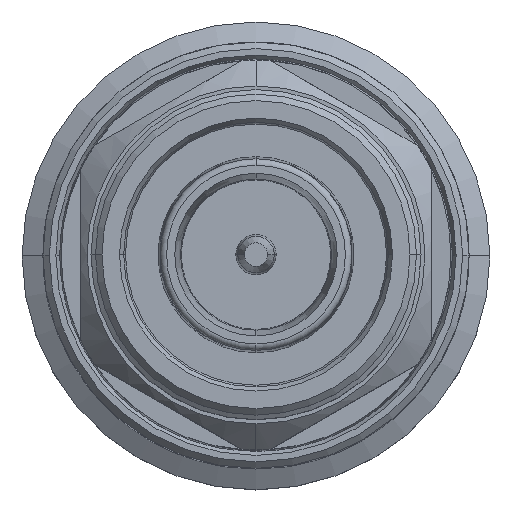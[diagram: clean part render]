
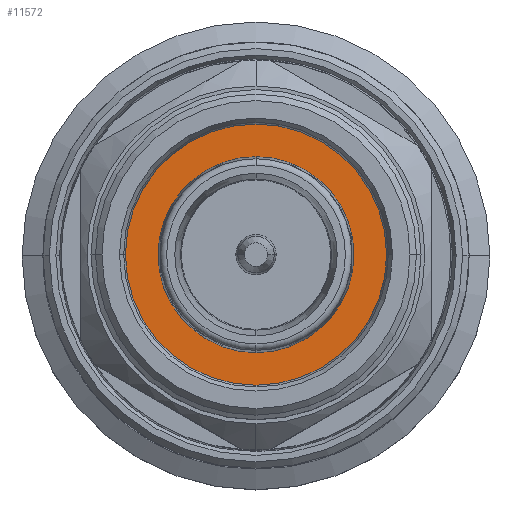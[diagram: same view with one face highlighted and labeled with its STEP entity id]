
A CAD part, top view. The second image highlights one B-rep face of the part: STEP entity #11572.
In plain terms, the highlighted planar face has unit normal (0, 0, 1).
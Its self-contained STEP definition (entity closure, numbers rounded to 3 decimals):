
#1259 = PLANE ( 'NONE',  #14134 ) ;
#3088 = DIRECTION ( 'NONE',  ( 0., 0., 1. ) ) ;
#3288 = AXIS2_PLACEMENT_3D ( 'NONE', #19255, #3088, #21952 ) ;
#4594 = AXIS2_PLACEMENT_3D ( 'NONE', #6357, #25252, #9056 ) ;
#4872 = CIRCLE ( 'NONE', #9674, 7.54 ) ;
#4885 = ORIENTED_EDGE ( 'NONE', *, *, #29171, .T. ) ;
#5277 = ORIENTED_EDGE ( 'NONE', *, *, #18431, .T. ) ;
#6301 = VERTEX_POINT ( 'NONE', #17341 ) ;
#6357 = CARTESIAN_POINT ( 'NONE',  ( 0., 0., -3.7 ) ) ;
#6580 = DIRECTION ( 'NONE',  ( 0., 0., -1. ) ) ;
#6632 = EDGE_LOOP ( 'NONE', ( #4885, #25815 ) ) ;
#7833 = CARTESIAN_POINT ( 'NONE',  ( 0., 0., -3.7 ) ) ;
#8019 = CIRCLE ( 'NONE', #31550, 7.54 ) ;
#8981 = VERTEX_POINT ( 'NONE', #27519 ) ;
#9056 = DIRECTION ( 'NONE',  ( -1., 0., 0. ) ) ;
#9377 = CARTESIAN_POINT ( 'NONE',  ( 0., 0., -3.7 ) ) ;
#9674 = AXIS2_PLACEMENT_3D ( 'NONE', #7833, #26733, #10520 ) ;
#10520 = DIRECTION ( 'NONE',  ( -1., 0., 0. ) ) ;
#11572 = ADVANCED_FACE ( 'NONE', ( #23232, #31293 ), #1259, .F. ) ;
#12083 = DIRECTION ( 'NONE',  ( -1., 0., 0. ) ) ;
#12344 = CARTESIAN_POINT ( 'NONE',  ( 0., -7.54, -3.7 ) ) ;
#14134 = AXIS2_PLACEMENT_3D ( 'NONE', #9377, #28329, #12083 ) ;
#16691 = ORIENTED_EDGE ( 'NONE', *, *, #21392, .T. ) ;
#17341 = CARTESIAN_POINT ( 'NONE',  ( 10.05, 0., -3.7 ) ) ;
#17883 = CARTESIAN_POINT ( 'NONE',  ( 0., 7.54, -3.7 ) ) ;
#18431 = EDGE_CURVE ( 'NONE', #34312, #34814, #8019, .T. ) ;
#19255 = CARTESIAN_POINT ( 'NONE',  ( 0., 0., -3.7 ) ) ;
#19912 = CIRCLE ( 'NONE', #3288, 10.05 ) ;
#21392 = EDGE_CURVE ( 'NONE', #34814, #34312, #4872, .T. ) ;
#21952 = DIRECTION ( 'NONE',  ( -1., 0., 0. ) ) ;
#22034 = EDGE_LOOP ( 'NONE', ( #5277, #16691 ) ) ;
#22752 = CARTESIAN_POINT ( 'NONE',  ( 0., 0., -3.7 ) ) ;
#23232 = FACE_BOUND ( 'NONE', #22034, .T. ) ;
#25252 = DIRECTION ( 'NONE',  ( 0., 0., 1. ) ) ;
#25479 = DIRECTION ( 'NONE',  ( -1., 0., 0. ) ) ;
#25815 = ORIENTED_EDGE ( 'NONE', *, *, #31629, .T. ) ;
#26733 = DIRECTION ( 'NONE',  ( 0., 0., -1. ) ) ;
#27519 = CARTESIAN_POINT ( 'NONE',  ( -10.05, 0., -3.7 ) ) ;
#28329 = DIRECTION ( 'NONE',  ( 0., 0., -1. ) ) ;
#29171 = EDGE_CURVE ( 'NONE', #6301, #8981, #31541, .T. ) ;
#31293 = FACE_OUTER_BOUND ( 'NONE', #6632, .T. ) ;
#31541 = CIRCLE ( 'NONE', #4594, 10.05 ) ;
#31550 = AXIS2_PLACEMENT_3D ( 'NONE', #22752, #6580, #25479 ) ;
#31629 = EDGE_CURVE ( 'NONE', #8981, #6301, #19912, .T. ) ;
#34312 = VERTEX_POINT ( 'NONE', #12344 ) ;
#34814 = VERTEX_POINT ( 'NONE', #17883 ) ;
